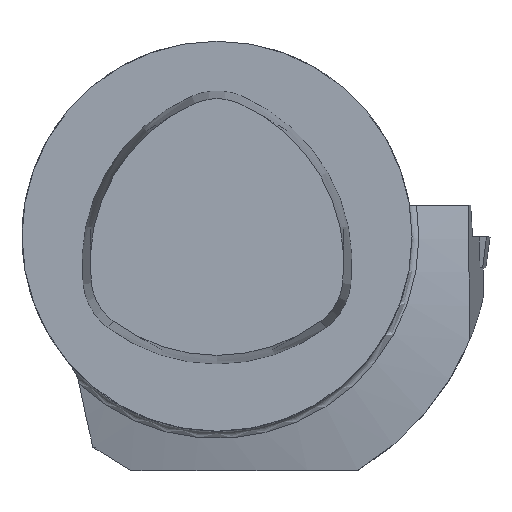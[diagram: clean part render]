
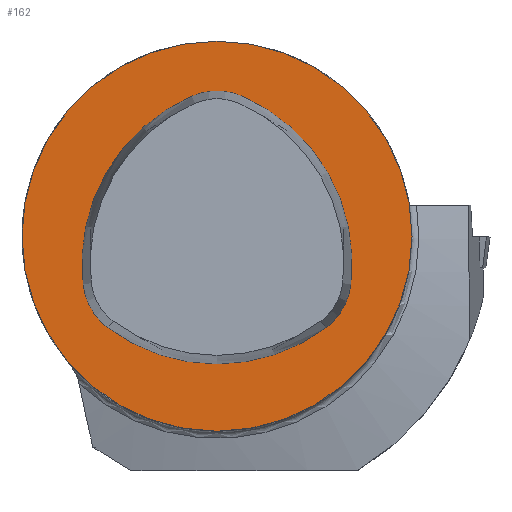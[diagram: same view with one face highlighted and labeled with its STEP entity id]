
A CAD part, top view. The second image highlights one B-rep face of the part: STEP entity #162.
In plain terms, the highlighted planar face has unit normal (0, 0, 1).
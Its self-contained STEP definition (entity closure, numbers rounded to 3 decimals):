
#108=FACE_BOUND('',#306,.T.);
#109=FACE_BOUND('',#307,.T.);
#126=CIRCLE('',#1061,25.);
#135=CIRCLE('',#1082,23.36);
#136=CIRCLE('',#1083,8.12);
#137=CIRCLE('',#1084,23.36);
#138=CIRCLE('',#1085,8.12);
#139=CIRCLE('',#1086,23.36);
#140=CIRCLE('',#1087,8.12);
#162=ADVANCED_FACE('',(#108,#109),#209,.T.);
#209=PLANE('',#1088);
#306=EDGE_LOOP('',(#465));
#307=EDGE_LOOP('',(#466,#467,#468,#469,#470,#471));
#465=ORIENTED_EDGE('',*,*,#749,.F.);
#466=ORIENTED_EDGE('',*,*,#780,.T.);
#467=ORIENTED_EDGE('',*,*,#781,.T.);
#468=ORIENTED_EDGE('',*,*,#782,.T.);
#469=ORIENTED_EDGE('',*,*,#783,.T.);
#470=ORIENTED_EDGE('',*,*,#784,.T.);
#471=ORIENTED_EDGE('',*,*,#785,.T.);
#660=VERTEX_POINT('',#1528);
#683=VERTEX_POINT('',#1625);
#684=VERTEX_POINT('',#1626);
#685=VERTEX_POINT('',#1628);
#686=VERTEX_POINT('',#1630);
#687=VERTEX_POINT('',#1632);
#688=VERTEX_POINT('',#1634);
#749=EDGE_CURVE('',#660,#660,#126,.T.);
#780=EDGE_CURVE('',#683,#684,#135,.T.);
#781=EDGE_CURVE('',#684,#685,#136,.T.);
#782=EDGE_CURVE('',#685,#686,#137,.T.);
#783=EDGE_CURVE('',#686,#687,#138,.T.);
#784=EDGE_CURVE('',#687,#688,#139,.T.);
#785=EDGE_CURVE('',#688,#683,#140,.T.);
#1061=AXIS2_PLACEMENT_3D('',#1527,#1205,#1206);
#1082=AXIS2_PLACEMENT_3D('',#1624,#1261,#1262);
#1083=AXIS2_PLACEMENT_3D('',#1627,#1263,#1264);
#1084=AXIS2_PLACEMENT_3D('',#1629,#1265,#1266);
#1085=AXIS2_PLACEMENT_3D('',#1631,#1267,#1268);
#1086=AXIS2_PLACEMENT_3D('',#1633,#1269,#1270);
#1087=AXIS2_PLACEMENT_3D('',#1635,#1271,#1272);
#1088=AXIS2_PLACEMENT_3D('',#1636,#1273,#1274);
#1205=DIRECTION('',(0.,0.,-1.));
#1206=DIRECTION('',(-1.,0.,0.));
#1261=DIRECTION('',(0.,0.,-1.));
#1262=DIRECTION('',(-1.,0.,0.));
#1263=DIRECTION('',(0.,0.,-1.));
#1264=DIRECTION('',(-1.,0.,0.));
#1265=DIRECTION('',(0.,0.,-1.));
#1266=DIRECTION('',(-1.,0.,0.));
#1267=DIRECTION('',(0.,0.,-1.));
#1268=DIRECTION('',(-1.,0.,0.));
#1269=DIRECTION('',(0.,0.,-1.));
#1270=DIRECTION('',(-1.,0.,0.));
#1271=DIRECTION('',(0.,0.,-1.));
#1272=DIRECTION('',(-1.,0.,0.));
#1273=DIRECTION('',(0.,0.,1.));
#1274=DIRECTION('',(-1.,0.,0.));
#1527=CARTESIAN_POINT('',(0.,0.,0.));
#1528=CARTESIAN_POINT('',(-25.,0.,0.));
#1624=CARTESIAN_POINT('',(-6.045,-3.49,0.));
#1625=CARTESIAN_POINT('',(3.221,17.954,0.));
#1626=CARTESIAN_POINT('',(17.159,-6.188,0.));
#1627=CARTESIAN_POINT('',(9.093,-5.25,0.));
#1628=CARTESIAN_POINT('',(13.938,-11.766,0.));
#1629=CARTESIAN_POINT('',(0.,6.98,0.));
#1630=CARTESIAN_POINT('',(-13.938,-11.766,0.));
#1631=CARTESIAN_POINT('',(-9.093,-5.25,0.));
#1632=CARTESIAN_POINT('',(-17.159,-6.188,0.));
#1633=CARTESIAN_POINT('',(6.045,-3.49,0.));
#1634=CARTESIAN_POINT('',(-3.221,17.954,0.));
#1635=CARTESIAN_POINT('',(0.,10.5,0.));
#1636=CARTESIAN_POINT('',(0.,0.,0.));
